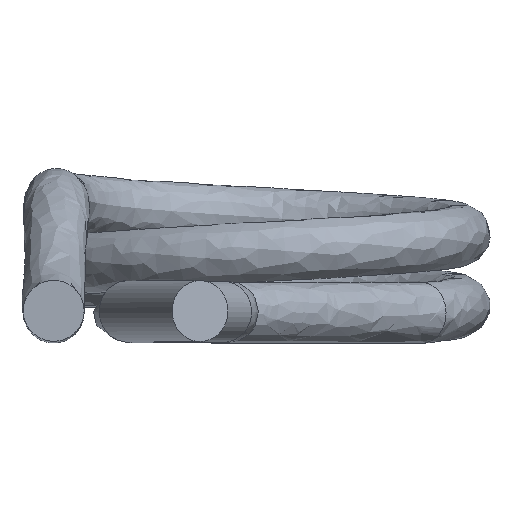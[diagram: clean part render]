
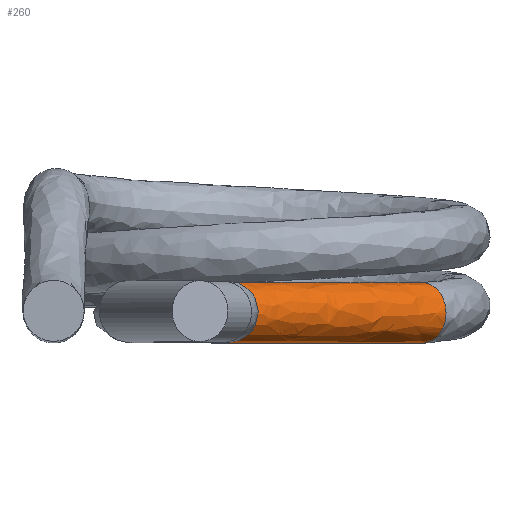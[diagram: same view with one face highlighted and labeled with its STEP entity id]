
A CAD part, top view. The second image highlights one B-rep face of the part: STEP entity #260.
In plain terms, the highlighted free-form (B-spline) face has degree [1, 2] with [2, 9] control points.
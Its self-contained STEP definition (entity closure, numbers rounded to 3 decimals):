
#38=ELLIPSE('',#306,1.6,1.59);
#39=ELLIPSE('',#307,1.6,1.59);
#46=(
BOUNDED_SURFACE()
B_SPLINE_SURFACE(1,2,((#704,#705,#706,#707,#708,#709,#710,#711,#712),(#713,
#714,#715,#716,#717,#718,#719,#720,#721)),.UNSPECIFIED.,.F.,.T.,.F.)
B_SPLINE_SURFACE_WITH_KNOTS((2,2),(3,2,2,2,3),(-0.111,13.669),
(-3.142,-1.571,0.,1.571,3.142),
 .UNSPECIFIED.)
GEOMETRIC_REPRESENTATION_ITEM()
RATIONAL_B_SPLINE_SURFACE(((1.,0.707,1.,0.707,1.,
0.707,1.,0.707,1.),(1.,0.707,1.,0.707,
1.,0.707,1.,0.707,1.)))
REPRESENTATION_ITEM('')
SURFACE()
);
#54=FACE_OUTER_BOUND('',#66,.T.);
#66=EDGE_LOOP('',(#208,#209,#210,#211,#212,#213,#214,#215,#216));
#81=CIRCLE('',#308,1.6);
#82=CIRCLE('',#309,1.6);
#83=CIRCLE('',#310,1.6);
#84=CIRCLE('',#311,1.6);
#85=CIRCLE('',#312,1.6);
#91=B_SPLINE_CURVE_WITH_KNOTS('',1,(#723,#724),.UNSPECIFIED.,.F.,.F.,(2,
2),(-13.669,0.),.UNSPECIFIED.);
#113=VERTEX_POINT('',#699);
#114=VERTEX_POINT('',#701);
#115=VERTEX_POINT('',#722);
#116=VERTEX_POINT('',#725);
#117=VERTEX_POINT('',#727);
#118=VERTEX_POINT('',#729);
#119=VERTEX_POINT('',#731);
#149=EDGE_CURVE('',#114,#113,#38,.T.);
#150=EDGE_CURVE('',#113,#114,#39,.T.);
#151=EDGE_CURVE('',#114,#115,#91,.T.);
#152=EDGE_CURVE('',#116,#115,#81,.T.);
#153=EDGE_CURVE('',#117,#116,#82,.T.);
#154=EDGE_CURVE('',#118,#117,#83,.T.);
#155=EDGE_CURVE('',#119,#118,#84,.T.);
#156=EDGE_CURVE('',#115,#119,#85,.T.);
#208=ORIENTED_EDGE('',*,*,#150,.T.);
#209=ORIENTED_EDGE('',*,*,#151,.T.);
#210=ORIENTED_EDGE('',*,*,#152,.F.);
#211=ORIENTED_EDGE('',*,*,#153,.F.);
#212=ORIENTED_EDGE('',*,*,#154,.F.);
#213=ORIENTED_EDGE('',*,*,#155,.F.);
#214=ORIENTED_EDGE('',*,*,#156,.F.);
#215=ORIENTED_EDGE('',*,*,#151,.F.);
#216=ORIENTED_EDGE('',*,*,#149,.T.);
#260=ADVANCED_FACE('',(#54),#46,.F.);
#306=AXIS2_PLACEMENT_3D('',#702,#364,#365);
#307=AXIS2_PLACEMENT_3D('',#703,#366,#367);
#308=AXIS2_PLACEMENT_3D('',#726,#368,#369);
#309=AXIS2_PLACEMENT_3D('',#728,#370,#371);
#310=AXIS2_PLACEMENT_3D('',#730,#372,#373);
#311=AXIS2_PLACEMENT_3D('',#732,#374,#375);
#312=AXIS2_PLACEMENT_3D('',#733,#376,#377);
#364=DIRECTION('center_axis',(0.674,0.,-0.739));
#365=DIRECTION('ref_axis',(0.,1.,0.));
#366=DIRECTION('center_axis',(0.674,0.,-0.739));
#367=DIRECTION('ref_axis',(0.,1.,0.));
#368=DIRECTION('center_axis',(0.588,0.,-0.809));
#369=DIRECTION('ref_axis',(0.809,0.,0.588));
#370=DIRECTION('center_axis',(0.588,0.,-0.809));
#371=DIRECTION('ref_axis',(0.809,0.,0.588));
#372=DIRECTION('center_axis',(0.588,0.,-0.809));
#373=DIRECTION('ref_axis',(0.809,0.,0.588));
#374=DIRECTION('center_axis',(0.588,0.,-0.809));
#375=DIRECTION('ref_axis',(0.809,0.,0.588));
#376=DIRECTION('center_axis',(0.588,0.,-0.809));
#377=DIRECTION('ref_axis',(0.809,0.,0.588));
#699=CARTESIAN_POINT('',(-4.994,-6.,23.456));
#701=CARTESIAN_POINT('',(-6.168,-7.6,22.384));
#702=CARTESIAN_POINT('Origin',(-6.168,-6.,22.384));
#703=CARTESIAN_POINT('Origin',(-6.168,-6.,22.384));
#704=CARTESIAN_POINT('Ctrl Pts',(8.696,-7.6,6.099));
#705=CARTESIAN_POINT('Ctrl Pts',(9.87,-7.6,7.171));
#706=CARTESIAN_POINT('Ctrl Pts',(9.87,-6.,7.171));
#707=CARTESIAN_POINT('Ctrl Pts',(9.87,-4.4,7.171));
#708=CARTESIAN_POINT('Ctrl Pts',(8.696,-4.4,6.099));
#709=CARTESIAN_POINT('Ctrl Pts',(7.521,-4.4,5.027));
#710=CARTESIAN_POINT('Ctrl Pts',(7.521,-6.,5.027));
#711=CARTESIAN_POINT('Ctrl Pts',(7.521,-7.6,5.027));
#712=CARTESIAN_POINT('Ctrl Pts',(8.696,-7.6,6.099));
#713=CARTESIAN_POINT('Ctrl Pts',(-6.168,-7.6,22.384));
#714=CARTESIAN_POINT('Ctrl Pts',(-4.994,-7.6,23.456));
#715=CARTESIAN_POINT('Ctrl Pts',(-4.994,-6.,23.456));
#716=CARTESIAN_POINT('Ctrl Pts',(-4.994,-4.4,23.456));
#717=CARTESIAN_POINT('Ctrl Pts',(-6.168,-4.4,22.384));
#718=CARTESIAN_POINT('Ctrl Pts',(-7.342,-4.4,21.312));
#719=CARTESIAN_POINT('Ctrl Pts',(-7.342,-6.,21.312));
#720=CARTESIAN_POINT('Ctrl Pts',(-7.342,-7.6,21.312));
#721=CARTESIAN_POINT('Ctrl Pts',(-6.168,-7.6,22.384));
#722=CARTESIAN_POINT('',(8.576,-7.6,6.231));
#723=CARTESIAN_POINT('Ctrl Pts',(-6.168,-7.6,22.384));
#724=CARTESIAN_POINT('Ctrl Pts',(8.576,-7.6,6.231));
#725=CARTESIAN_POINT('',(9.87,-6.,7.171));
#726=CARTESIAN_POINT('Origin',(8.576,-6.,6.231));
#727=CARTESIAN_POINT('',(9.129,-4.553,6.632));
#728=CARTESIAN_POINT('Origin',(8.576,-6.,6.231));
#729=CARTESIAN_POINT('',(7.281,-6.,5.29));
#730=CARTESIAN_POINT('Origin',(8.576,-6.,6.231));
#731=CARTESIAN_POINT('',(7.959,-7.407,5.782));
#732=CARTESIAN_POINT('Origin',(8.576,-6.,6.231));
#733=CARTESIAN_POINT('Origin',(8.576,-6.,6.231));
